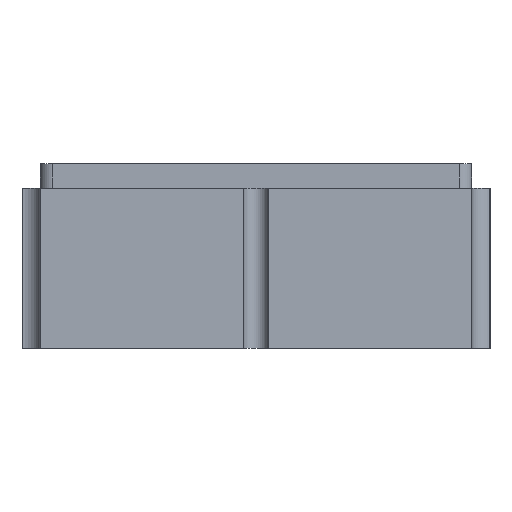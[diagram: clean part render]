
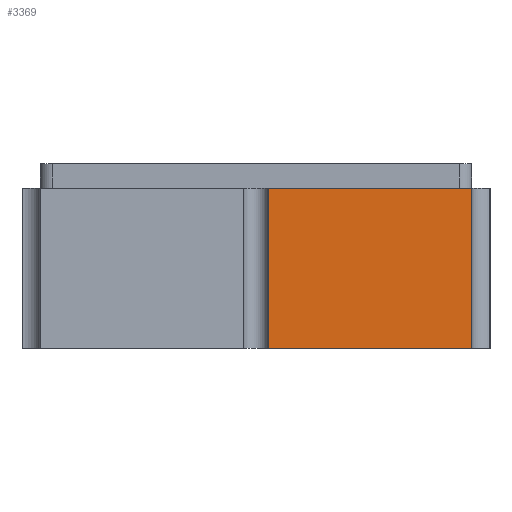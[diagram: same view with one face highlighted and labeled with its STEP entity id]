
A CAD part, left-side view. The second image highlights one B-rep face of the part: STEP entity #3369.
In plain terms, the highlighted planar face has unit normal (-1, 0, 0).
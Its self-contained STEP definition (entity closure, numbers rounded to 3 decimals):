
#151 = VECTOR ( 'NONE', #11183, 1000. ) ;
#300 = EDGE_LOOP ( 'NONE', ( #1007, #1047, #1181, #1095 ) ) ;
#1007 = ORIENTED_EDGE ( 'NONE', *, *, #3910, .F. ) ;
#1047 = ORIENTED_EDGE ( 'NONE', *, *, #3744, .T. ) ;
#1095 = ORIENTED_EDGE ( 'NONE', *, *, #3724, .F. ) ;
#1181 = ORIENTED_EDGE ( 'NONE', *, *, #3708, .T. ) ;
#1808 = PLANE ( 'NONE',  #3552 ) ;
#1818 = CARTESIAN_POINT ( 'NONE',  ( -1.9, -1.9, 0.75 ) ) ;
#1819 = DIRECTION ( 'NONE',  ( 1., 0., 0. ) ) ;
#1820 = DIRECTION ( 'NONE',  ( 0., 1., 0. ) ) ;
#2164 = VECTOR ( 'NONE', #11425, 1000. ) ;
#2170 = VECTOR ( 'NONE', #2646, 1000. ) ;
#2238 = VECTOR ( 'NONE', #2742, 1000. ) ;
#2644 = LINE ( 'NONE', #2645, #2170 ) ;
#2645 = CARTESIAN_POINT ( 'NONE',  ( -1.9, -1.9, -0.75 ) ) ;
#2646 = DIRECTION ( 'NONE',  ( 0., -1., 0. ) ) ;
#2740 = LINE ( 'NONE', #2741, #2238 ) ;
#2741 = CARTESIAN_POINT ( 'NONE',  ( -1.9, -1.75, 0.75 ) ) ;
#2742 = DIRECTION ( 'NONE',  ( 0., 0., -1. ) ) ;
#2792 = VERTEX_POINT ( 'NONE', #5424 ) ;
#3369 = ADVANCED_FACE ( 'NONE', ( #3612 ), #1808, .F. ) ;
#3552 = AXIS2_PLACEMENT_3D ( 'NONE', #1818, #1819, #1820 ) ;
#3612 = FACE_OUTER_BOUND ( 'NONE', #300, .T. ) ;
#3708 = EDGE_CURVE ( 'NONE', #6095, #6203, #2644, .T. ) ;
#3724 = EDGE_CURVE ( 'NONE', #2792, #6203, #2740, .T. ) ;
#3744 = EDGE_CURVE ( 'NONE', #12610, #6095, #11423, .T. ) ;
#3910 = EDGE_CURVE ( 'NONE', #12610, #2792, #11181, .T. ) ;
#5424 = CARTESIAN_POINT ( 'NONE',  ( -1.9, -1.75, 0.55 ) ) ;
#6095 = VERTEX_POINT ( 'NONE', #10432 ) ;
#6203 = VERTEX_POINT ( 'NONE', #10457 ) ;
#10432 = CARTESIAN_POINT ( 'NONE',  ( -1.9, -0.1, -0.75 ) ) ;
#10457 = CARTESIAN_POINT ( 'NONE',  ( -1.9, -1.75, -0.75 ) ) ;
#10567 = CARTESIAN_POINT ( 'NONE',  ( -1.9, -0.1, 0.55 ) ) ;
#11181 = LINE ( 'NONE', #11182, #151 ) ;
#11182 = CARTESIAN_POINT ( 'NONE',  ( -1.9, -1.9, 0.55 ) ) ;
#11183 = DIRECTION ( 'NONE',  ( 0., -1., 0. ) ) ;
#11423 = LINE ( 'NONE', #11424, #2164 ) ;
#11424 = CARTESIAN_POINT ( 'NONE',  ( -1.9, -0.1, 0.75 ) ) ;
#11425 = DIRECTION ( 'NONE',  ( 0., 0., -1. ) ) ;
#12610 = VERTEX_POINT ( 'NONE', #10567 ) ;
